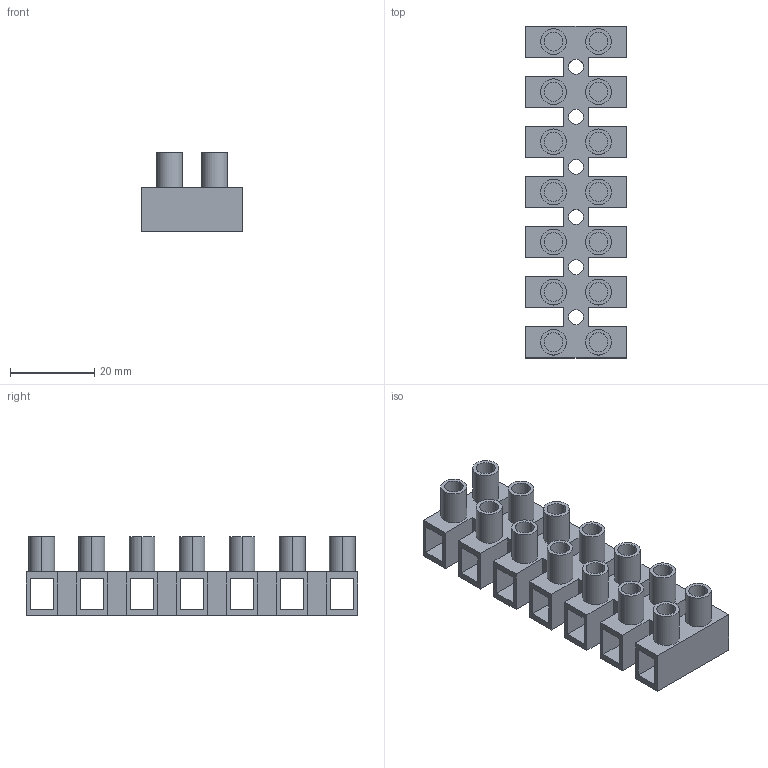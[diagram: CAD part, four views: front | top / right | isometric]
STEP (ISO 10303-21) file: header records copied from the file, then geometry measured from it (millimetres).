
FILE_DESCRIPTION((''),'2;1');
FILE_NAME('terminalstrip.stp','2008-01-04T19:38:15',('Owner'),(''),'Autodesk Inventor (R) 6.0','Autodesk Inventor (R) 6.0','');
FILE_SCHEMA(('AUTOMOTIVE_DESIGN { 1 0 10303 214 1 1 1 1 }'));
Length unit declared in the file: inch
Products named in the file (1): terminalstrip
Bounding box: 23.94 x 78.85 x 18.75 mm (x, y, z)
Volume: 8687.5 mm3; surface area: 15437.7 mm2
Topology: 1 solids, 1 shells, 178 faces, 444 edges, 296 vertices
Faces by surface type: plane 110, cylinder 68
Entity records: 5401 total; most frequent: DIRECTION 938, CARTESIAN_POINT 919, ORIENTED_EDGE 888, EDGE_CURVE 444, AXIS2_PLACEMENT_3D 315, VECTOR 308, LINE 308, VERTEX_POINT 296
